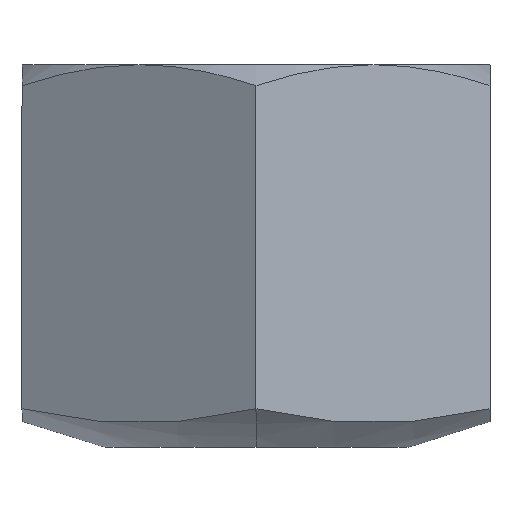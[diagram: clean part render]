
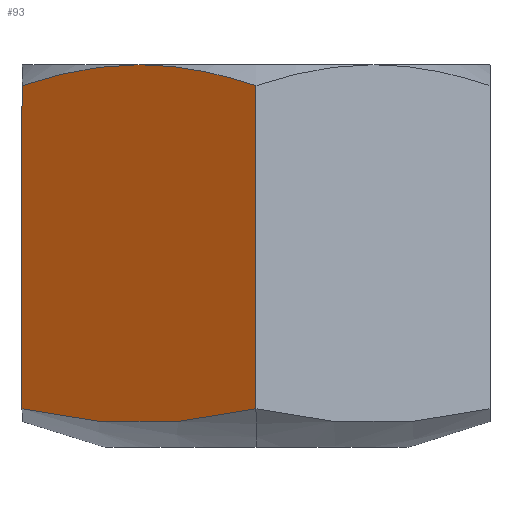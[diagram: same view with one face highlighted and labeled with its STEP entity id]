
A CAD part, front view. The second image highlights one B-rep face of the part: STEP entity #93.
In plain terms, the highlighted planar face has unit normal (-0.5, -0.866, 0).
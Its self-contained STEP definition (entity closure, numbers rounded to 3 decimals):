
#1 = ORIENTED_EDGE ( 'NONE', *, *, #6, .T. ) ;
#2 = ORIENTED_EDGE ( 'NONE', *, *, #16, .F. ) ;
#4 = EDGE_CURVE ( 'NONE', #101, #114, #366, .T. ) ;
#6 = EDGE_CURVE ( 'NONE', #20, #27, #359, .T. ) ;
#8 = EDGE_CURVE ( 'NONE', #114, #259, #350, .T. ) ;
#16 = EDGE_CURVE ( 'NONE', #20, #259, #327, .T. ) ;
#20 = VERTEX_POINT ( 'NONE', #324 ) ;
#26 = EDGE_CURVE ( 'NONE', #27, #101, #193, .T. ) ;
#27 = VERTEX_POINT ( 'NONE', #196 ) ;
#31 = ORIENTED_EDGE ( 'NONE', *, *, #26, .T. ) ;
#91 = ORIENTED_EDGE ( 'NONE', *, *, #4, .T. ) ;
#93 = ADVANCED_FACE ( 'NONE', ( #444 ), #474, .F. ) ;
#100 = ORIENTED_EDGE ( 'NONE', *, *, #8, .T. ) ;
#101 = VERTEX_POINT ( 'NONE', #480 ) ;
#114 = VERTEX_POINT ( 'NONE', #570 ) ;
#115 = EDGE_LOOP ( 'NONE', ( #91, #100, #2, #1, #31 ) ) ;
#186 = CARTESIAN_POINT ( 'NONE',  ( -5.69, -6.53, 13.913 ) ) ;
#187 = CARTESIAN_POINT ( 'NONE',  ( -4.973, -6.944, 13.982 ) ) ;
#188 = CARTESIAN_POINT ( 'NONE',  ( -4.611, -7.153, 14. ) ) ;
#189 = CARTESIAN_POINT ( 'NONE',  ( -4.25, -7.361, 14. ) ) ;
#193 = B_SPLINE_CURVE_WITH_KNOTS ( 'NONE', 3,
 ( #189, #188, #187, #186, #391, #390, #389, #388 ),
 .UNSPECIFIED., .F., .F.,
 ( 4, 2, 2, 4 ),
 ( 0.005, 0.006, 0.007, 0.01 ),
 .UNSPECIFIED. ) ;
#196 = CARTESIAN_POINT ( 'NONE',  ( -4.25, -7.361, 14. ) ) ;
#212 = DIRECTION ( 'NONE',  ( 0., 0., -1. ) ) ;
#213 = VECTOR ( 'NONE', #212, 1000. ) ;
#214 = CARTESIAN_POINT ( 'NONE',  ( 0., -9.815, 39.968 ) ) ;
#259 = VERTEX_POINT ( 'NONE', #641 ) ;
#324 = CARTESIAN_POINT ( 'NONE',  ( 0., -9.815, 13.241 ) ) ;
#327 = LINE ( 'NONE', #214, #213 ) ;
#338 = DIRECTION ( 'NONE',  ( -0.866, 0.5, 0. ) ) ;
#339 = DIRECTION ( 'NONE',  ( -0.5, -0.866, 0. ) ) ;
#340 = CARTESIAN_POINT ( 'NONE',  ( -4.25, -7.361, 24.495 ) ) ;
#350 = CIRCLE ( 'NONE', #360, 23.511 ) ;
#352 = CARTESIAN_POINT ( 'NONE',  ( -4.25, -7.361, 14. ) ) ;
#353 = CARTESIAN_POINT ( 'NONE',  ( -3.526, -7.779, 14. ) ) ;
#354 = CARTESIAN_POINT ( 'NONE',  ( -2.811, -8.192, 13.928 ) ) ;
#355 = CARTESIAN_POINT ( 'NONE',  ( -1.396, -9.009, 13.663 ) ) ;
#356 = CARTESIAN_POINT ( 'NONE',  ( -0.695, -9.414, 13.473 ) ) ;
#357 = CARTESIAN_POINT ( 'NONE',  ( 0., -9.815, 13.241 ) ) ;
#359 = B_SPLINE_CURVE_WITH_KNOTS ( 'NONE', 3,
 ( #357, #356, #355, #354, #353, #352 ),
 .UNSPECIFIED., .F., .F.,
 ( 4, 2, 4 ),
 ( 0., 0.002, 0.005 ),
 .UNSPECIFIED. ) ;
#360 = AXIS2_PLACEMENT_3D ( 'NONE', #340, #339, #338 ) ;
#363 = DIRECTION ( 'NONE',  ( 0., 0., -1. ) ) ;
#364 = VECTOR ( 'NONE', #363, 1000. ) ;
#365 = CARTESIAN_POINT ( 'NONE',  ( -8.5, -4.907, 39.968 ) ) ;
#366 = LINE ( 'NONE', #365, #364 ) ;
#388 = CARTESIAN_POINT ( 'NONE',  ( -8.5, -4.907, 13.241 ) ) ;
#389 = CARTESIAN_POINT ( 'NONE',  ( -7.806, -5.308, 13.472 ) ) ;
#390 = CARTESIAN_POINT ( 'NONE',  ( -7.107, -5.712, 13.663 ) ) ;
#391 = CARTESIAN_POINT ( 'NONE',  ( -6.046, -6.324, 13.861 ) ) ;
#434 = DIRECTION ( 'NONE',  ( -0.866, 0.5, 0. ) ) ;
#435 = DIRECTION ( 'NONE',  ( 0.5, 0.866, 0. ) ) ;
#436 = CARTESIAN_POINT ( 'NONE',  ( -8.5, -4.907, 39.968 ) ) ;
#437 = AXIS2_PLACEMENT_3D ( 'NONE', #436, #435, #434 ) ;
#444 = FACE_OUTER_BOUND ( 'NONE', #115, .T. ) ;
#474 = PLANE ( 'NONE',  #437 ) ;
#480 = CARTESIAN_POINT ( 'NONE',  ( -8.5, -4.907, 13.241 ) ) ;
#570 = CARTESIAN_POINT ( 'NONE',  ( -8.5, -4.907, 1.502 ) ) ;
#641 = CARTESIAN_POINT ( 'NONE',  ( 0., -9.815, 1.502 ) ) ;
